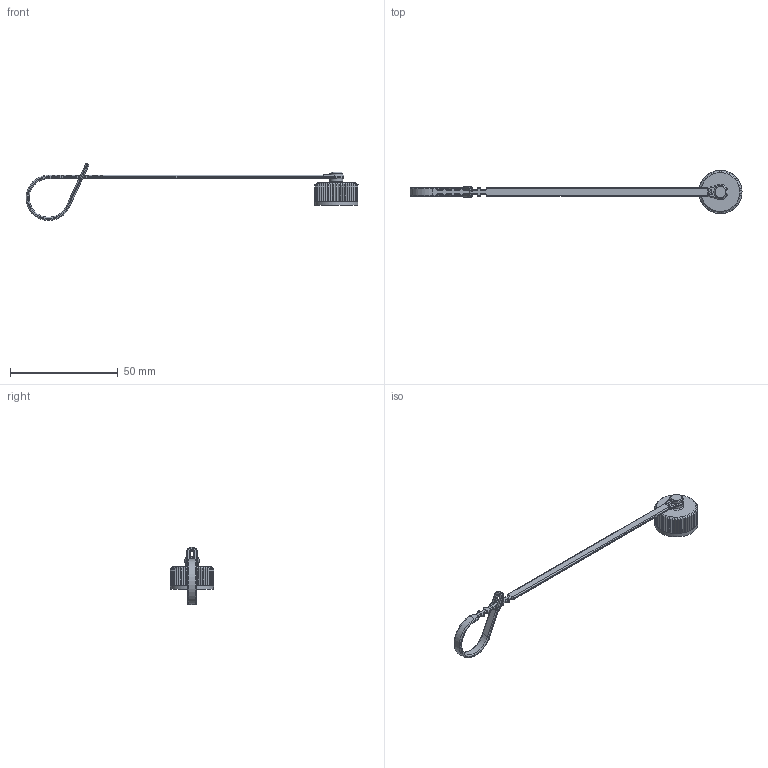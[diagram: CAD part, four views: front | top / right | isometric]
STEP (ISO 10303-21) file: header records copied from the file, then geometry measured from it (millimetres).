
FILE_DESCRIPTION(/* description */ (''),/* implementation_level */ '2;1');
FILE_NAME(/* name */ '08-2424-010-000_bg.stp',/* time_stamp */ '2008-09-10T14:50:09+02:00',/* author */ (''),/* organization */ (''),/* preprocessor_version */ 'ST-DEVELOPER v11',/* originating_system */ 'UGS - NX 5.0',/* authorisation */ '');
FILE_SCHEMA (('CONFIG_CONTROL_DESIGN'));
Length unit declared in the file: millimetre
Products named in the file (1): kbor7C7Fywgl
Bounding box: 153.97 x 20 x 26.45 mm (x, y, z)
Volume: 3651.2 mm3; surface area: 3716.7 mm2
Topology: 1 solids, 1 shells, 549 faces, 1298 edges, 658 vertices
Faces by surface type: plane 245, cylinder 185, bspline 92, torus 15, sphere 10, cone 2
Full cylindrical faces by diameter (mm): 6 x2, 10.917 x1, 20 x1
Entity records: 16031 total; most frequent: CARTESIAN_POINT 4442, DIRECTION 2410, ORIENTED_EDGE 2386, EDGE_CURVE 1193, AXIS2_PLACEMENT_3D 882, VERTEX_POINT 655, LINE 646, VECTOR 646
